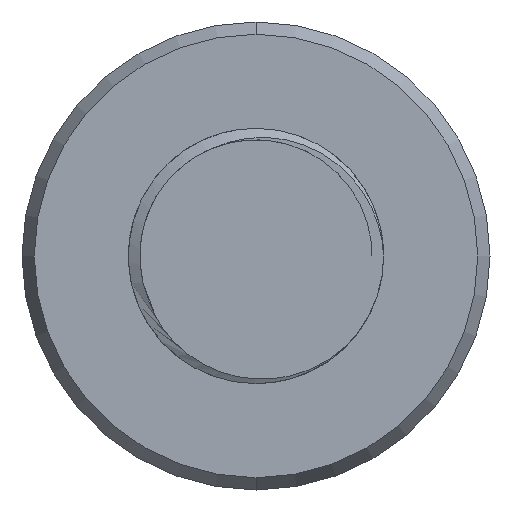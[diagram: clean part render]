
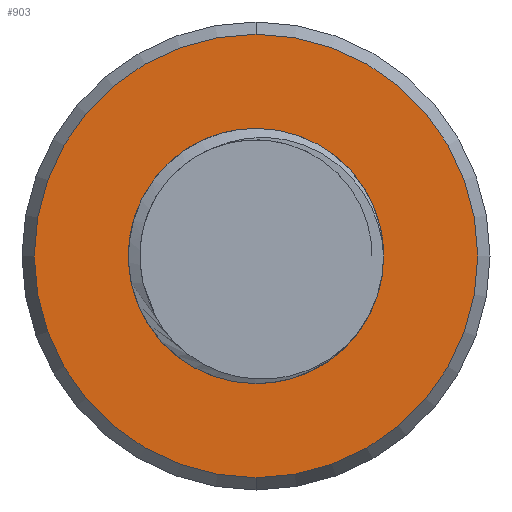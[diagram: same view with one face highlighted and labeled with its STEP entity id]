
A CAD part, front view. The second image highlights one B-rep face of the part: STEP entity #903.
In plain terms, the highlighted planar face has unit normal (0, -1, 0).
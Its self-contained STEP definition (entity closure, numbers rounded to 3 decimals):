
#106 = CARTESIAN_POINT ( 'NONE',  ( 0., 0., 1.5 ) ) ;
#166 = AXIS2_PLACEMENT_3D ( 'NONE', #12138, #1818, #3122 ) ;
#903 = ADVANCED_FACE ( 'NONE', ( #5573, #14944 ), #14475, .F. ) ;
#1818 = DIRECTION ( 'NONE',  ( 0., -1., 0. ) ) ;
#1925 = EDGE_CURVE ( 'NONE', #13602, #11142, #7838, .T. ) ;
#2141 = DIRECTION ( 'NONE',  ( 0., -1., 0. ) ) ;
#3122 = DIRECTION ( 'NONE',  ( 0., 0., -1. ) ) ;
#3165 = EDGE_CURVE ( 'NONE', #11441, #13151, #12422, .T. ) ;
#5312 = DIRECTION ( 'NONE',  ( 0., 1., 0. ) ) ;
#5482 = EDGE_CURVE ( 'NONE', #11142, #13602, #10172, .T. ) ;
#5573 = FACE_BOUND ( 'NONE', #6618, .T. ) ;
#6128 = DIRECTION ( 'NONE',  ( 0., -1., 0. ) ) ;
#6149 = CARTESIAN_POINT ( 'NONE',  ( 0., 0., 0. ) ) ;
#6618 = EDGE_LOOP ( 'NONE', ( #16831, #16398 ) ) ;
#7332 = DIRECTION ( 'NONE',  ( 0., 0., -1. ) ) ;
#7505 = EDGE_CURVE ( 'NONE', #13151, #11441, #9730, .T. ) ;
#7838 = CIRCLE ( 'NONE', #9634, 2.606 ) ;
#8322 = CARTESIAN_POINT ( 'NONE',  ( 0., 0., 0. ) ) ;
#8557 = ORIENTED_EDGE ( 'NONE', *, *, #1925, .T. ) ;
#8678 = AXIS2_PLACEMENT_3D ( 'NONE', #10026, #6128, #15235 ) ;
#9634 = AXIS2_PLACEMENT_3D ( 'NONE', #8322, #16331, #16104 ) ;
#9730 = CIRCLE ( 'NONE', #8678, 1.5 ) ;
#10026 = CARTESIAN_POINT ( 'NONE',  ( 0., 0., 0. ) ) ;
#10172 = CIRCLE ( 'NONE', #166, 2.606 ) ;
#10397 = CARTESIAN_POINT ( 'NONE',  ( 0., 0., 2.606 ) ) ;
#11142 = VERTEX_POINT ( 'NONE', #11489 ) ;
#11441 = VERTEX_POINT ( 'NONE', #13309 ) ;
#11489 = CARTESIAN_POINT ( 'NONE',  ( 0., 0., -2.606 ) ) ;
#12138 = CARTESIAN_POINT ( 'NONE',  ( 0., 0., 0. ) ) ;
#12422 = CIRCLE ( 'NONE', #13202, 1.5 ) ;
#13151 = VERTEX_POINT ( 'NONE', #106 ) ;
#13159 = DIRECTION ( 'NONE',  ( 0., 0., 1. ) ) ;
#13202 = AXIS2_PLACEMENT_3D ( 'NONE', #6149, #2141, #7332 ) ;
#13309 = CARTESIAN_POINT ( 'NONE',  ( 0., 0., -1.5 ) ) ;
#13602 = VERTEX_POINT ( 'NONE', #14061 ) ;
#13967 = ORIENTED_EDGE ( 'NONE', *, *, #5482, .T. ) ;
#14061 = CARTESIAN_POINT ( 'NONE',  ( 0., 0., 2.606 ) ) ;
#14475 = PLANE ( 'NONE',  #15998 ) ;
#14944 = FACE_OUTER_BOUND ( 'NONE', #16416, .T. ) ;
#15235 = DIRECTION ( 'NONE',  ( 0., 0., -1. ) ) ;
#15998 = AXIS2_PLACEMENT_3D ( 'NONE', #10397, #5312, #13159 ) ;
#16104 = DIRECTION ( 'NONE',  ( 0., 0., -1. ) ) ;
#16331 = DIRECTION ( 'NONE',  ( 0., -1., 0. ) ) ;
#16398 = ORIENTED_EDGE ( 'NONE', *, *, #7505, .F. ) ;
#16416 = EDGE_LOOP ( 'NONE', ( #8557, #13967 ) ) ;
#16831 = ORIENTED_EDGE ( 'NONE', *, *, #3165, .F. ) ;
